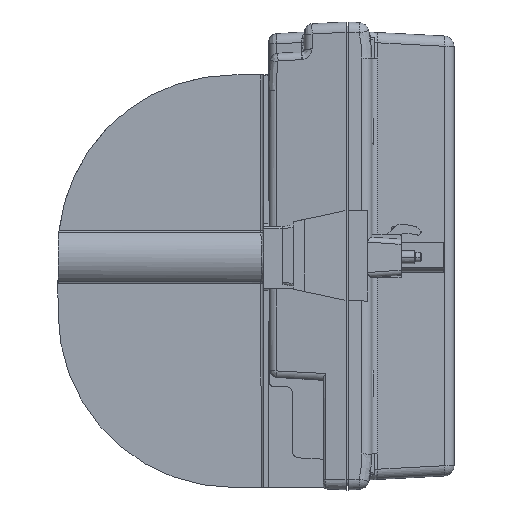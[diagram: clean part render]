
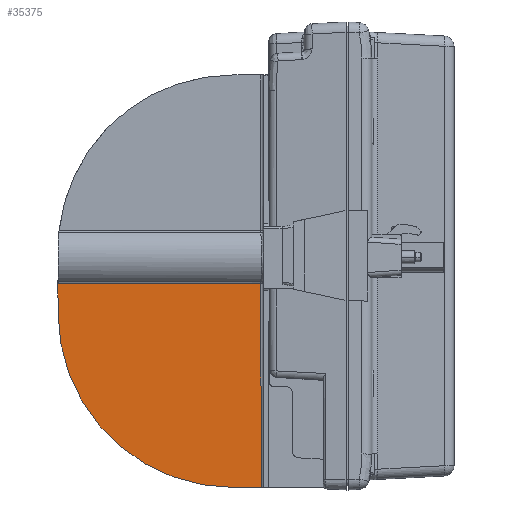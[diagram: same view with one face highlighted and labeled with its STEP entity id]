
A CAD part, left-side view. The second image highlights one B-rep face of the part: STEP entity #35375.
In plain terms, the highlighted planar face has unit normal (-1, 0, 0).
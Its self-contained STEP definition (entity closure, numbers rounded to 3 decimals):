
#2500=DIRECTION('',(0.,0.001,1.));
#2501=VECTOR('',#2500,39.627);
#2502=CARTESIAN_POINT('',(-11.,35.511,-10.75));
#2503=LINE('',#2502,#2501);
#2504=DIRECTION('',(0.,-1.,0.));
#2505=VECTOR('',#2504,5.489);
#2506=CARTESIAN_POINT('',(-11.,41.,-10.75));
#2507=LINE('',#2506,#2505);
#2508=CARTESIAN_POINT('',(-11.,41.,23.25));
#2509=DIRECTION('',(-1.,0.,0.));
#2510=DIRECTION('',(0.,1.,0.));
#2511=AXIS2_PLACEMENT_3D('',#2508,#2509,#2510);
#2513=DIRECTION('',(0.,0.,-1.));
#2514=VECTOR('',#2513,5.627);
#2515=CARTESIAN_POINT('',(-11.,75.,28.877));
#2516=LINE('',#2515,#2514);
#2517=DIRECTION('',(0.,-1.,0.));
#2518=VECTOR('',#2517,39.455);
#2519=CARTESIAN_POINT('',(-11.,75.,28.877));
#2520=LINE('',#2519,#2518);
#29042=CARTESIAN_POINT('',(-11.,75.,23.25));
#29043=VERTEX_POINT('',#29042);
#29044=CARTESIAN_POINT('',(-11.,41.,-10.75));
#29045=VERTEX_POINT('',#29044);
#29193=CARTESIAN_POINT('',(-11.,75.,28.877));
#29194=VERTEX_POINT('',#29193);
#29220=CARTESIAN_POINT('',(-11.,35.545,28.877));
#29222=VERTEX_POINT('',#29220);
#29224=CARTESIAN_POINT('',(-11.,35.511,-10.75));
#29225=VERTEX_POINT('',#29224);
#35360=CARTESIAN_POINT('',(-11.,0.,0.));
#35361=DIRECTION('',(-1.,0.,0.));
#35362=DIRECTION('',(0.,0.,1.));
#35363=AXIS2_PLACEMENT_3D('',#35360,#35361,#35362);
#35364=PLANE('',#35363);
#35366=ORIENTED_EDGE('',*,*,#35365,.F.);
#35368=ORIENTED_EDGE('',*,*,#35367,.F.);
#35369=ORIENTED_EDGE('',*,*,#35346,.F.);
#35370=ORIENTED_EDGE('',*,*,#34310,.F.);
#35372=ORIENTED_EDGE('',*,*,#35371,.T.);
#35373=EDGE_LOOP('',(#35366,#35368,#35369,#35370,#35372));
#35374=FACE_OUTER_BOUND('',#35373,.F.);
#35375=ADVANCED_FACE('',(#35374),#35364,.T.);
#2512=CIRCLE('',#2511,34.);
#34310=EDGE_CURVE('',#29194,#29043,#2516,.T.);
#35346=EDGE_CURVE('',#29043,#29045,#2512,.T.);
#35365=EDGE_CURVE('',#29225,#29222,#2503,.T.);
#35367=EDGE_CURVE('',#29045,#29225,#2507,.T.);
#35371=EDGE_CURVE('',#29194,#29222,#2520,.T.);
